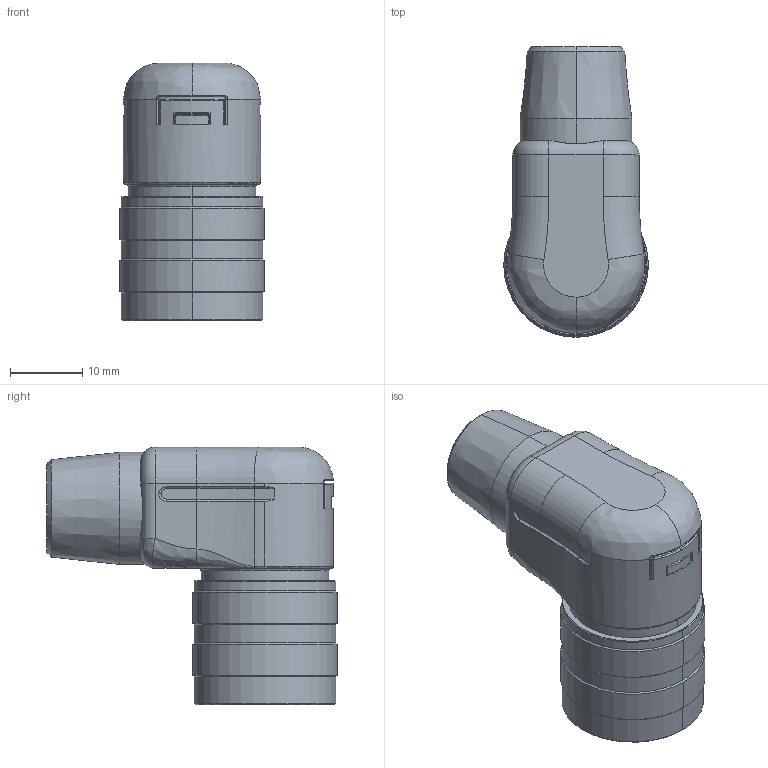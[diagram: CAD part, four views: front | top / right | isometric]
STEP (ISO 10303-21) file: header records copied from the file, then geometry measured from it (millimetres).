
FILE_DESCRIPTION(('CATIA V5 STEP Exchange','CAx-IF Rec.Pracs.--- Model Styling and Organization---1.4--- 2014-01-23'),'2;1');
FILE_NAME ('015897-3_1', '2021-03-15T06:01:49+00:00', ('none'), ('Weidmueller'), 'CATIA Version 5-6 Release 2016 SP3 HF44', 'CATIA V5 STEP AP214', 'none');
FILE_SCHEMA(('AUTOMOTIVE_DESIGN { 1 0 10303 214 1 1 1 1 }'));
Length unit declared in the file: millimetre
Products named in the file (1): 1548860000
Bounding box: 20 x 40.2 x 35.73 mm (x, y, z)
Volume: 13806 mm3; surface area: 8362.2 mm2
Topology: 27 solids, 27 shells, 582 faces, 1528 edges, 988 vertices
Faces by surface type: cylinder 231, plane 132, cone 94, torus 88, bspline 29, extrusion 6, sphere 2
Entity records: 19098 total; most frequent: CARTESIAN_POINT 6895, ORIENTED_EDGE 2996, DIRECTION 1712, EDGE_CURVE 1468, VERTEX_POINT 956, AXIS2_PLACEMENT_3D 924, EDGE_LOOP 626, ADVANCED_FACE 582
